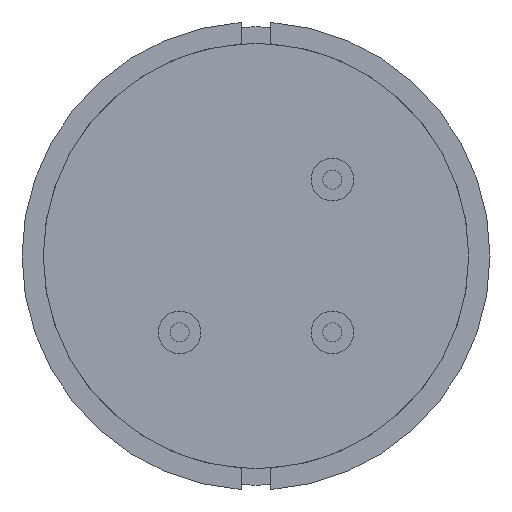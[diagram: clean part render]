
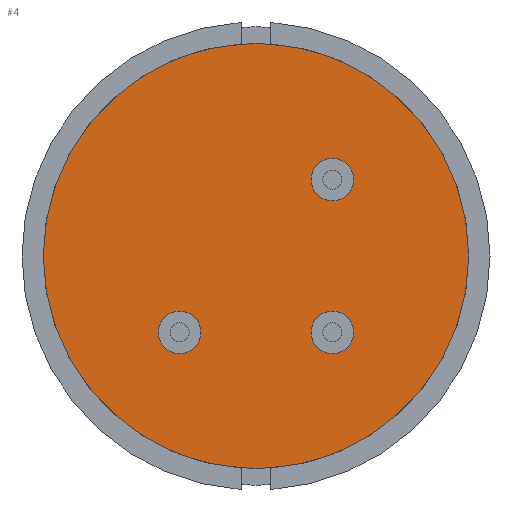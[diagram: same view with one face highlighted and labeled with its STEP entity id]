
A CAD part, front view. The second image highlights one B-rep face of the part: STEP entity #4.
In plain terms, the highlighted planar face has unit normal (0, -1, 0).
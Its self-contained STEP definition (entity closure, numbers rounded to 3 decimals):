
#4 = ADVANCED_FACE ( 'NONE', ( #752, #130, #528, #239 ), #152, .T. ) ;
#13 = CARTESIAN_POINT ( 'NONE',  ( 1.796, 1., -1.796 ) ) ;
#33 = CARTESIAN_POINT ( 'NONE',  ( 0., 1., 0. ) ) ;
#42 = EDGE_CURVE ( 'NONE', #773, #96, #198, .T. ) ;
#44 = CIRCLE ( 'NONE', #188, 0.5 ) ;
#50 = VERTEX_POINT ( 'NONE', #260 ) ;
#77 = EDGE_CURVE ( 'NONE', #628, #406, #953, .T. ) ;
#84 = CARTESIAN_POINT ( 'NONE',  ( 1.796, 1., 1.796 ) ) ;
#93 = DIRECTION ( 'NONE',  ( 0., 0., -1. ) ) ;
#96 = VERTEX_POINT ( 'NONE', #597 ) ;
#109 = ORIENTED_EDGE ( 'NONE', *, *, #42, .F. ) ;
#118 = DIRECTION ( 'NONE',  ( 0., 0., -1. ) ) ;
#119 = ORIENTED_EDGE ( 'NONE', *, *, #77, .F. ) ;
#127 = VERTEX_POINT ( 'NONE', #890 ) ;
#130 = FACE_BOUND ( 'NONE', #387, .T. ) ;
#137 = DIRECTION ( 'NONE',  ( 0., 0., -1. ) ) ;
#152 = PLANE ( 'NONE',  #386 ) ;
#164 = EDGE_CURVE ( 'NONE', #873, #127, #1074, .T. ) ;
#188 = AXIS2_PLACEMENT_3D ( 'NONE', #747, #485, #320 ) ;
#190 = CIRCLE ( 'NONE', #613, 0.5 ) ;
#198 = CIRCLE ( 'NONE', #324, 0.5 ) ;
#215 = DIRECTION ( 'NONE',  ( 0., -1., 0. ) ) ;
#239 = FACE_OUTER_BOUND ( 'NONE', #679, .T. ) ;
#257 = CARTESIAN_POINT ( 'NONE',  ( 1.796, 1., 2.296 ) ) ;
#260 = CARTESIAN_POINT ( 'NONE',  ( 0., 1., -5. ) ) ;
#272 = AXIS2_PLACEMENT_3D ( 'NONE', #13, #610, #976 ) ;
#277 = CARTESIAN_POINT ( 'NONE',  ( -1.796, 1., -1.796 ) ) ;
#320 = DIRECTION ( 'NONE',  ( 0., 0., -1. ) ) ;
#324 = AXIS2_PLACEMENT_3D ( 'NONE', #685, #692, #1100 ) ;
#341 = EDGE_CURVE ( 'NONE', #600, #50, #988, .T. ) ;
#351 = AXIS2_PLACEMENT_3D ( 'NONE', #277, #537, #618 ) ;
#376 = AXIS2_PLACEMENT_3D ( 'NONE', #84, #1027, #93 ) ;
#384 = CARTESIAN_POINT ( 'NONE',  ( 1.796, 1., -2.296 ) ) ;
#386 = AXIS2_PLACEMENT_3D ( 'NONE', #843, #414, #854 ) ;
#387 = EDGE_LOOP ( 'NONE', ( #109, #810 ) ) ;
#392 = AXIS2_PLACEMENT_3D ( 'NONE', #33, #919, #1002 ) ;
#406 = VERTEX_POINT ( 'NONE', #639 ) ;
#414 = DIRECTION ( 'NONE',  ( 0., -1., 0. ) ) ;
#425 = CARTESIAN_POINT ( 'NONE',  ( 0., 1., 5. ) ) ;
#428 = ORIENTED_EDGE ( 'NONE', *, *, #748, .T. ) ;
#434 = EDGE_CURVE ( 'NONE', #127, #873, #44, .T. ) ;
#447 = ORIENTED_EDGE ( 'NONE', *, *, #164, .F. ) ;
#456 = EDGE_LOOP ( 'NONE', ( #791, #447 ) ) ;
#481 = EDGE_LOOP ( 'NONE', ( #573, #119 ) ) ;
#485 = DIRECTION ( 'NONE',  ( 0., -1., 0. ) ) ;
#523 = ORIENTED_EDGE ( 'NONE', *, *, #341, .T. ) ;
#528 = FACE_BOUND ( 'NONE', #481, .T. ) ;
#533 = AXIS2_PLACEMENT_3D ( 'NONE', #1068, #812, #137 ) ;
#537 = DIRECTION ( 'NONE',  ( 0., -1., 0. ) ) ;
#573 = ORIENTED_EDGE ( 'NONE', *, *, #788, .F. ) ;
#597 = CARTESIAN_POINT ( 'NONE',  ( 1.796, 1., -1.296 ) ) ;
#600 = VERTEX_POINT ( 'NONE', #425 ) ;
#610 = DIRECTION ( 'NONE',  ( 0., -1., 0. ) ) ;
#613 = AXIS2_PLACEMENT_3D ( 'NONE', #1053, #215, #118 ) ;
#618 = DIRECTION ( 'NONE',  ( 0., 0., -1. ) ) ;
#628 = VERTEX_POINT ( 'NONE', #257 ) ;
#639 = CARTESIAN_POINT ( 'NONE',  ( 1.796, 1., 1.296 ) ) ;
#641 = CIRCLE ( 'NONE', #533, 5. ) ;
#666 = EDGE_CURVE ( 'NONE', #96, #773, #1025, .T. ) ;
#679 = EDGE_LOOP ( 'NONE', ( #523, #428 ) ) ;
#685 = CARTESIAN_POINT ( 'NONE',  ( 1.796, 1., -1.796 ) ) ;
#692 = DIRECTION ( 'NONE',  ( 0., -1., 0. ) ) ;
#747 = CARTESIAN_POINT ( 'NONE',  ( -1.796, 1., -1.796 ) ) ;
#748 = EDGE_CURVE ( 'NONE', #50, #600, #641, .T. ) ;
#752 = FACE_BOUND ( 'NONE', #456, .T. ) ;
#773 = VERTEX_POINT ( 'NONE', #384 ) ;
#788 = EDGE_CURVE ( 'NONE', #406, #628, #190, .T. ) ;
#791 = ORIENTED_EDGE ( 'NONE', *, *, #434, .F. ) ;
#810 = ORIENTED_EDGE ( 'NONE', *, *, #666, .F. ) ;
#812 = DIRECTION ( 'NONE',  ( 0., -1., 0. ) ) ;
#843 = CARTESIAN_POINT ( 'NONE',  ( 0., 1., 0. ) ) ;
#854 = DIRECTION ( 'NONE',  ( 0., 0., -1. ) ) ;
#873 = VERTEX_POINT ( 'NONE', #1078 ) ;
#890 = CARTESIAN_POINT ( 'NONE',  ( -1.796, 1., -2.296 ) ) ;
#919 = DIRECTION ( 'NONE',  ( 0., -1., 0. ) ) ;
#953 = CIRCLE ( 'NONE', #376, 0.5 ) ;
#976 = DIRECTION ( 'NONE',  ( 0., 0., -1. ) ) ;
#988 = CIRCLE ( 'NONE', #392, 5. ) ;
#1002 = DIRECTION ( 'NONE',  ( 0., 0., -1. ) ) ;
#1025 = CIRCLE ( 'NONE', #272, 0.5 ) ;
#1027 = DIRECTION ( 'NONE',  ( 0., -1., 0. ) ) ;
#1053 = CARTESIAN_POINT ( 'NONE',  ( 1.796, 1., 1.796 ) ) ;
#1068 = CARTESIAN_POINT ( 'NONE',  ( 0., 1., 0. ) ) ;
#1074 = CIRCLE ( 'NONE', #351, 0.5 ) ;
#1078 = CARTESIAN_POINT ( 'NONE',  ( -1.796, 1., -1.296 ) ) ;
#1100 = DIRECTION ( 'NONE',  ( 0., 0., -1. ) ) ;
